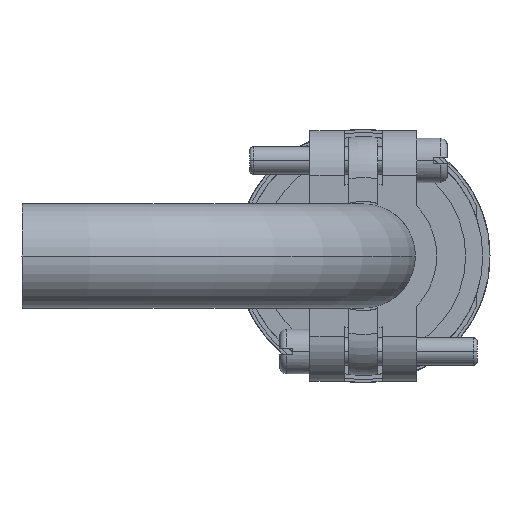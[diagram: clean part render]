
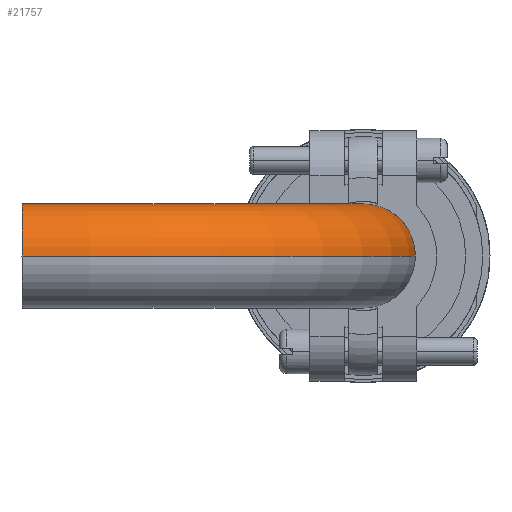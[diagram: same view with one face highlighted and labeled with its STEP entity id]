
A CAD part, front view. The second image highlights one B-rep face of the part: STEP entity #21757.
In plain terms, the highlighted toroidal (fillet/blend) face has major radius 50 mm and minor radius 7.625 mm.
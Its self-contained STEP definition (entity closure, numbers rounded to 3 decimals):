
#639 = DIRECTION ( 'NONE',  ( -0.001, -1., 0. ) ) ;
#2207 = DIRECTION ( 'NONE',  ( 0., 0., 1. ) ) ;
#3244 = AXIS2_PLACEMENT_3D ( 'NONE', #42238, #21424, #639 ) ;
#3788 = AXIS2_PLACEMENT_3D ( 'NONE', #25546, #4705, #29057 ) ;
#4705 = DIRECTION ( 'NONE',  ( 0., 0., 1. ) ) ;
#6580 = EDGE_CURVE ( 'NONE', #32331, #30505, #26273, .T. ) ;
#8978 = TOROIDAL_SURFACE ( 'NONE', #30370, 50., 7.625 ) ;
#9152 = DIRECTION ( 'NONE',  ( 1., 0., 0. ) ) ;
#10007 = EDGE_LOOP ( 'NONE', ( #31349, #44420, #38860, #18089 ) ) ;
#10288 = VERTEX_POINT ( 'NONE', #40594 ) ;
#10401 = CIRCLE ( 'NONE', #3788, 42.375 ) ;
#14905 = DIRECTION ( 'NONE',  ( 0., -1., 0. ) ) ;
#18089 = ORIENTED_EDGE ( 'NONE', *, *, #42121, .F. ) ;
#19554 = AXIS2_PLACEMENT_3D ( 'NONE', #35722, #14905, #39209 ) ;
#19765 = DIRECTION ( 'NONE',  ( 0., 0., 1. ) ) ;
#21424 = DIRECTION ( 'NONE',  ( -1., 0.001, 0. ) ) ;
#21714 = CIRCLE ( 'NONE', #3244, 7.625 ) ;
#21757 = ADVANCED_FACE ( 'NONE', ( #35689 ), #8978, .T. ) ;
#23388 = CARTESIAN_POINT ( 'NONE',  ( -7.625, -81.25, 0. ) ) ;
#25546 = CARTESIAN_POINT ( 'NONE',  ( -50., -81.25, 0. ) ) ;
#26261 = VERTEX_POINT ( 'NONE', #23388 ) ;
#26273 = CIRCLE ( 'NONE', #39483, 57.625 ) ;
#28834 = CIRCLE ( 'NONE', #19554, 7.625 ) ;
#29057 = DIRECTION ( 'NONE',  ( 1., 0., 0. ) ) ;
#30370 = AXIS2_PLACEMENT_3D ( 'NONE', #36854, #2207, #9152 ) ;
#30505 = VERTEX_POINT ( 'NONE', #31408 ) ;
#31349 = ORIENTED_EDGE ( 'NONE', *, *, #43668, .F. ) ;
#31408 = CARTESIAN_POINT ( 'NONE',  ( 7.625, -81.25, 0. ) ) ;
#32331 = VERTEX_POINT ( 'NONE', #38455 ) ;
#35689 = FACE_OUTER_BOUND ( 'NONE', #10007, .T. ) ;
#35722 = CARTESIAN_POINT ( 'NONE',  ( 0., -81.25, 0. ) ) ;
#36854 = CARTESIAN_POINT ( 'NONE',  ( -50., -81.25, 0. ) ) ;
#38455 = CARTESIAN_POINT ( 'NONE',  ( -50.037, -138.875, 0. ) ) ;
#38860 = ORIENTED_EDGE ( 'NONE', *, *, #43763, .T. ) ;
#39209 = DIRECTION ( 'NONE',  ( 1., 0., 0. ) ) ;
#39483 = AXIS2_PLACEMENT_3D ( 'NONE', #40566, #19765, #44070 ) ;
#40566 = CARTESIAN_POINT ( 'NONE',  ( -50., -81.25, 0. ) ) ;
#40594 = CARTESIAN_POINT ( 'NONE',  ( -50.027, -123.625, 0. ) ) ;
#42121 = EDGE_CURVE ( 'NONE', #10288, #26261, #10401, .T. ) ;
#42238 = CARTESIAN_POINT ( 'NONE',  ( -50.032, -131.25, 0. ) ) ;
#43668 = EDGE_CURVE ( 'NONE', #32331, #10288, #21714, .T. ) ;
#43763 = EDGE_CURVE ( 'NONE', #30505, #26261, #28834, .T. ) ;
#44070 = DIRECTION ( 'NONE',  ( 1., 0., 0. ) ) ;
#44420 = ORIENTED_EDGE ( 'NONE', *, *, #6580, .T. ) ;
